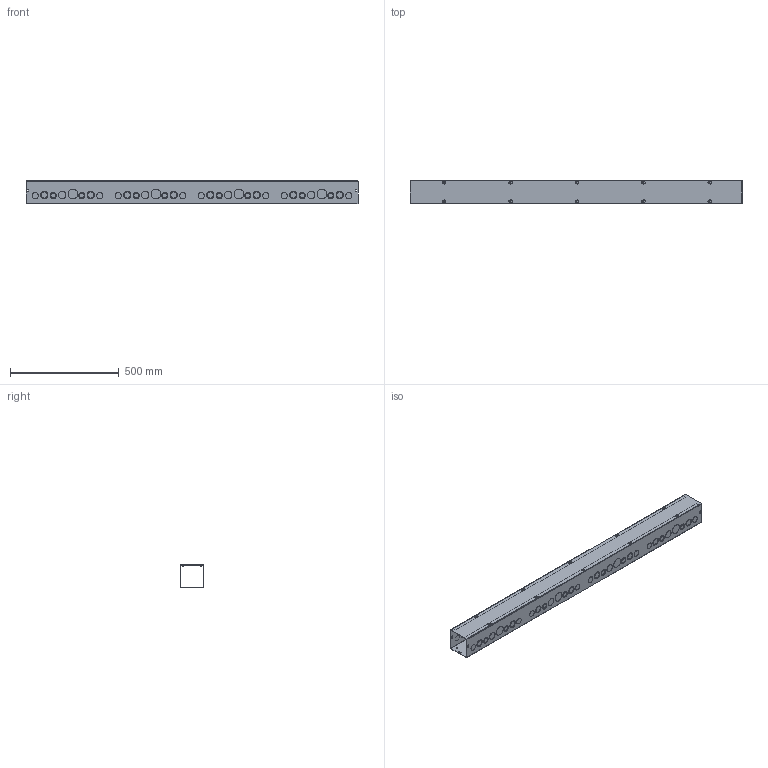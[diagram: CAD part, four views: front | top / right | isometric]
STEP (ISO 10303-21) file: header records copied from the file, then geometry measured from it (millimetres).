
FILE_DESCRIPTION(/* description */ ('WW, S, BLR, CS, 4X4X60'),/* implementation_level */ '2;1');
FILE_NAME(/* name */ 'S4460.stp',/* time_stamp */ '2017-06-23T15:51:07+05:00',/* author */ ('vdas'),/* organization */ (''),/* preprocessor_version */ 'ST-DEVELOPER v16.1',/* originating_system */ 'Autodesk Inventor 2016',/* authorisation */ '');
FILE_SCHEMA (('AUTOMOTIVE_DESIGN { 1 0 10303 214 3 1 1 }'));
Length unit declared in the file: inch
Products named in the file (4): S4460BLR; S4460LID; 372141; S4460
Assembly tree (12 placements, depth 2):
  S4460
    S4460BLR
    S4460LID
    372141  x10
Bounding box: 1524 x 106.35 x 109.79 mm (x, y, z)
Volume: 1105036.4 mm3; surface area: 1373583 mm2
Topology: 12 solids, 12 shells, 1130 faces, 2528 edges, 1528 vertices
Faces by surface type: plane 430, cylinder 270, cone 270, torus 140, bspline 20
Full cylindrical faces by diameter (mm): 4.089 x10, 4.595 x80, 6.35 x4, 7.938 x10, 22.225 x16, 28.575 x32, 28.6 x16, 34.925 x24, 44.45 x8
Entity records: 12275 total; most frequent: CARTESIAN_POINT 2527, DIRECTION 2038, ORIENTED_EDGE 1548, AXIS2_PLACEMENT_3D 871, EDGE_CURVE 774, EDGE_LOOP 766, VERTEX_POINT 596, FACE_OUTER_BOUND 445
